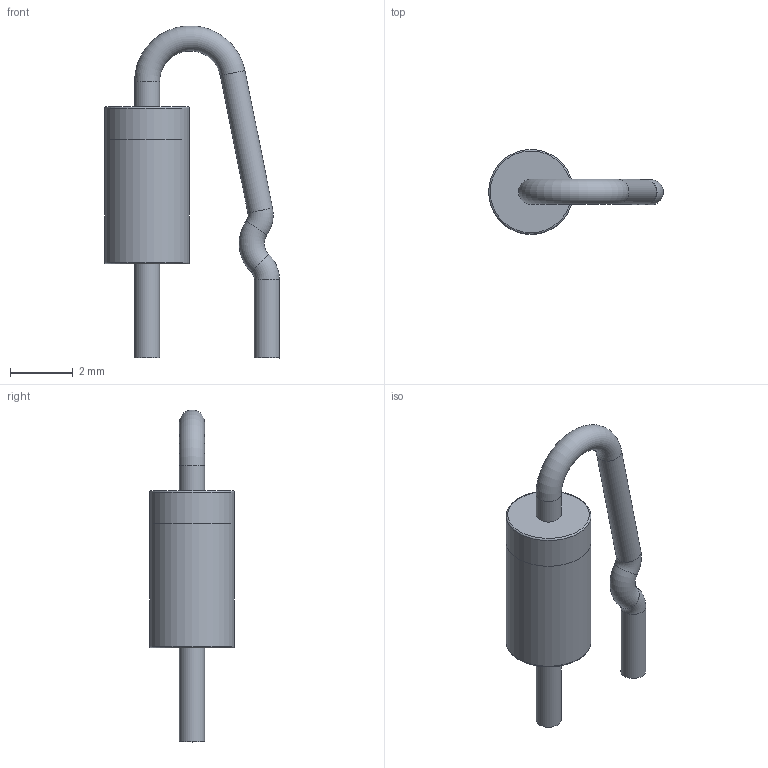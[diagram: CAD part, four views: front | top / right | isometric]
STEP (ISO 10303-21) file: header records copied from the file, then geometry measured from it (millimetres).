
FILE_DESCRIPTION(('STEP AP214'), '1');
FILE_NAME('DO-204AL-VA', '', ('UNSPECIFIED'), ('UNSPECIFIED'), 'ASCON STEP Converter 1.3', 'ASCON Math Kernel', '');
FILE_SCHEMA(('AUTOMOTIVE_DESIGN { 1 0 10303 214 3 1 1}'));
Length unit declared in the file: millimetre
Bounding box: 5.56 x 2.7 x 10.57 mm (x, y, z)
Volume: 37.3 mm3; surface area: 98.7 mm2
Topology: 3 solids, 3 shells, 18 faces, 27 edges, 15 vertices
Faces by surface type: cylinder 6, torus 6, plane 6
Full cylindrical faces by diameter (mm): 0.8 x4, 2.7 x2
Entity records: 534 total; most frequent: DIRECTION 68, CARTESIAN_POINT 49, AXIS2_PLACEMENT_3D 34, EDGE_LOOP 30, ORIENTED_EDGE 30, FACE_OUTER_BOUND 24, COLOUR_RGB 21, FILL_AREA_STYLE_COLOUR 21
